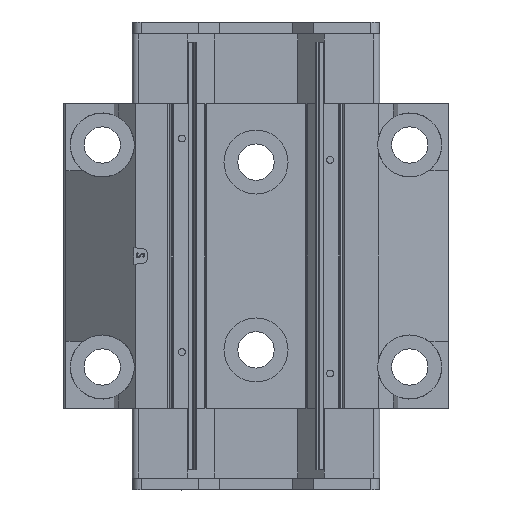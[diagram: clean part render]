
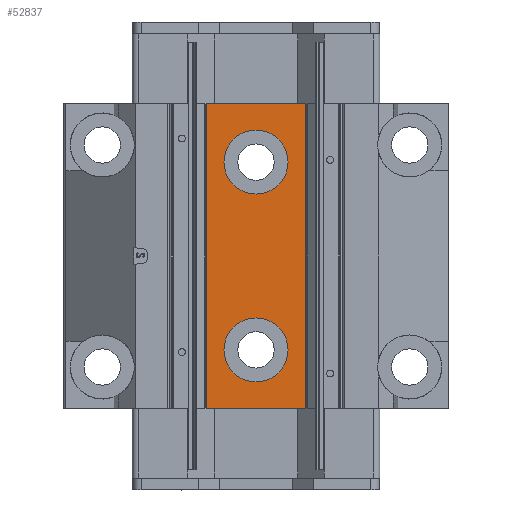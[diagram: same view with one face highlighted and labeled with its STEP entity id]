
A CAD part, front view. The second image highlights one B-rep face of the part: STEP entity #52837.
In plain terms, the highlighted planar face has unit normal (0, -1, 0).
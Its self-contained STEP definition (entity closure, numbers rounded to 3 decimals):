
#286 = CARTESIAN_POINT ( 'NONE',  ( 11.7, 1.2, -500000. ) ) ;
#289 = DIRECTION ( 'NONE',  ( -1., 0., 0. ) ) ;
#368 = ORIENTED_EDGE ( 'NONE', *, *, #49779, .F. ) ;
#481 = DIRECTION ( 'NONE',  ( 0., 0., 1. ) ) ;
#1561 = ORIENTED_EDGE ( 'NONE', *, *, #41573, .F. ) ;
#1742 = CARTESIAN_POINT ( 'NONE',  ( 0., 1.2, 14.5 ) ) ;
#2244 = ORIENTED_EDGE ( 'NONE', *, *, #29729, .F. ) ;
#2705 = DIRECTION ( 'NONE',  ( 0., 0., -1. ) ) ;
#3045 = CARTESIAN_POINT ( 'NONE',  ( -11.7, 1.2, -35.7 ) ) ;
#3473 = EDGE_CURVE ( 'NONE', #47910, #29528, #32694, .T. ) ;
#3978 = FACE_OUTER_BOUND ( 'NONE', #56150, .T. ) ;
#5931 = VERTEX_POINT ( 'NONE', #1742 ) ;
#6383 = AXIS2_PLACEMENT_3D ( 'NONE', #45359, #19444, #49754 ) ;
#7676 = DIRECTION ( 'NONE',  ( 0., -1., 0. ) ) ;
#10158 = VECTOR ( 'NONE', #28823, 1000. ) ;
#10318 = VERTEX_POINT ( 'NONE', #55491 ) ;
#13774 = AXIS2_PLACEMENT_3D ( 'NONE', #54790, #28785, #2705 ) ;
#13906 = VECTOR ( 'NONE', #289, 1000. ) ;
#16241 = DIRECTION ( 'NONE',  ( 1., 0., 0. ) ) ;
#18383 = DIRECTION ( 'NONE',  ( 0., 0., -1. ) ) ;
#18449 = DIRECTION ( 'NONE',  ( 0., -1., 0. ) ) ;
#18562 = CARTESIAN_POINT ( 'NONE',  ( 0., 1.2, -22. ) ) ;
#18783 = CIRCLE ( 'NONE', #19674, 7.5 ) ;
#19444 = DIRECTION ( 'NONE',  ( 0., 1., 0. ) ) ;
#19576 = CARTESIAN_POINT ( 'NONE',  ( -11.7, 1.2, 35.7 ) ) ;
#19674 = AXIS2_PLACEMENT_3D ( 'NONE', #21571, #51879, #25868 ) ;
#20377 = VERTEX_POINT ( 'NONE', #3045 ) ;
#21571 = CARTESIAN_POINT ( 'NONE',  ( 0., 1.2, 22. ) ) ;
#23338 = CIRCLE ( 'NONE', #46291, 7.5 ) ;
#23854 = EDGE_CURVE ( 'NONE', #20377, #30736, #46174, .T. ) ;
#24181 = CIRCLE ( 'NONE', #13774, 7.5 ) ;
#24278 = CARTESIAN_POINT ( 'NONE',  ( -11.7, 1.2, -500000. ) ) ;
#25781 = FACE_BOUND ( 'NONE', #29076, .T. ) ;
#25868 = DIRECTION ( 'NONE',  ( 0., 0., -1. ) ) ;
#26686 = VERTEX_POINT ( 'NONE', #42626 ) ;
#26852 = EDGE_LOOP ( 'NONE', ( #1561, #2244 ) ) ;
#27156 = FACE_BOUND ( 'NONE', #26852, .T. ) ;
#28785 = DIRECTION ( 'NONE',  ( 0., -1., 0. ) ) ;
#28823 = DIRECTION ( 'NONE',  ( 0., 0., 1. ) ) ;
#29076 = EDGE_LOOP ( 'NONE', ( #41000, #47966 ) ) ;
#29528 = VERTEX_POINT ( 'NONE', #54478 ) ;
#29556 = CARTESIAN_POINT ( 'NONE',  ( 0., 1.2, -29.5 ) ) ;
#29627 = VERTEX_POINT ( 'NONE', #37512 ) ;
#29729 = EDGE_CURVE ( 'NONE', #10318, #5931, #23338, .T. ) ;
#30736 = VERTEX_POINT ( 'NONE', #19576 ) ;
#31179 = EDGE_CURVE ( 'NONE', #29627, #26686, #54861, .T. ) ;
#31772 = VECTOR ( 'NONE', #481, 1000. ) ;
#32694 = CIRCLE ( 'NONE', #36385, 7.5 ) ;
#33017 = VECTOR ( 'NONE', #16241, 1000. ) ;
#33781 = CARTESIAN_POINT ( 'NONE',  ( 0., 1.2, 22. ) ) ;
#36385 = AXIS2_PLACEMENT_3D ( 'NONE', #18562, #18449, #18383 ) ;
#36972 = LINE ( 'NONE', #52340, #13906 ) ;
#37512 = CARTESIAN_POINT ( 'NONE',  ( 11.7, 1.2, -35.7 ) ) ;
#38071 = DIRECTION ( 'NONE',  ( 0., 0., -1. ) ) ;
#38138 = ORIENTED_EDGE ( 'NONE', *, *, #31179, .T. ) ;
#38788 = ORIENTED_EDGE ( 'NONE', *, *, #23854, .F. ) ;
#41000 = ORIENTED_EDGE ( 'NONE', *, *, #3473, .F. ) ;
#41573 = EDGE_CURVE ( 'NONE', #5931, #10318, #18783, .T. ) ;
#42166 = CARTESIAN_POINT ( 'NONE',  ( 0., 1.2, 35.7 ) ) ;
#42626 = CARTESIAN_POINT ( 'NONE',  ( 11.7, 1.2, 35.7 ) ) ;
#43129 = LINE ( 'NONE', #42166, #33017 ) ;
#45359 = CARTESIAN_POINT ( 'NONE',  ( 0., 1.2, -500000. ) ) ;
#46174 = LINE ( 'NONE', #24278, #10158 ) ;
#46291 = AXIS2_PLACEMENT_3D ( 'NONE', #33781, #7676, #38071 ) ;
#47910 = VERTEX_POINT ( 'NONE', #29556 ) ;
#47966 = ORIENTED_EDGE ( 'NONE', *, *, #54281, .F. ) ;
#49754 = DIRECTION ( 'NONE',  ( 0., 0., 1. ) ) ;
#49779 = EDGE_CURVE ( 'NONE', #29627, #20377, #36972, .T. ) ;
#51879 = DIRECTION ( 'NONE',  ( 0., -1., 0. ) ) ;
#52340 = CARTESIAN_POINT ( 'NONE',  ( 0., 1.2, -35.7 ) ) ;
#52421 = ORIENTED_EDGE ( 'NONE', *, *, #54363, .F. ) ;
#52837 = ADVANCED_FACE ( 'NONE', ( #25781, #27156, #3978 ), #53952, .F. ) ;
#53952 = PLANE ( 'NONE',  #6383 ) ;
#54281 = EDGE_CURVE ( 'NONE', #29528, #47910, #24181, .T. ) ;
#54363 = EDGE_CURVE ( 'NONE', #30736, #26686, #43129, .T. ) ;
#54478 = CARTESIAN_POINT ( 'NONE',  ( 0., 1.2, -14.5 ) ) ;
#54790 = CARTESIAN_POINT ( 'NONE',  ( 0., 1.2, -22. ) ) ;
#54861 = LINE ( 'NONE', #286, #31772 ) ;
#55491 = CARTESIAN_POINT ( 'NONE',  ( 0., 1.2, 29.5 ) ) ;
#56150 = EDGE_LOOP ( 'NONE', ( #52421, #38788, #368, #38138 ) ) ;
